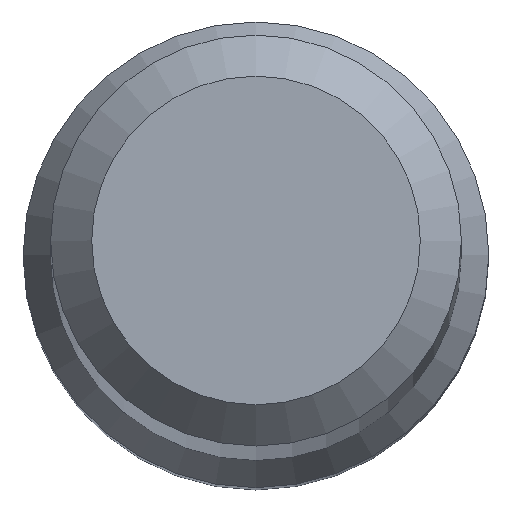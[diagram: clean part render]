
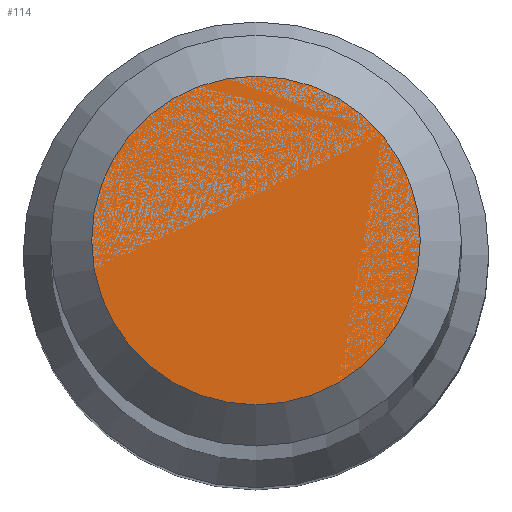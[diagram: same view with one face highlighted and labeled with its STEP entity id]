
A CAD part, top view. The second image highlights one B-rep face of the part: STEP entity #114.
In plain terms, the highlighted planar face has unit normal (0, 0, 1).
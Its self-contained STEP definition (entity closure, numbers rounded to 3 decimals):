
#14 = VERTEX_POINT ( 'NONE', #162 ) ;
#90 = EDGE_CURVE ( 'NONE', #14, #14, #277, .T. ) ;
#94 = EDGE_LOOP ( 'NONE', ( #252 ) ) ;
#102 = AXIS2_PLACEMENT_3D ( 'NONE', #133, #124, #217 ) ;
#114 = ADVANCED_FACE ( 'NONE', ( #254 ), #193, .F. ) ;
#124 = DIRECTION ( 'NONE',  ( 0., 0., -1. ) ) ;
#127 = DIRECTION ( 'NONE',  ( 0., 1., 0. ) ) ;
#133 = CARTESIAN_POINT ( 'NONE',  ( 0., 0., 70. ) ) ;
#136 = AXIS2_PLACEMENT_3D ( 'NONE', #175, #197, #127 ) ;
#162 = CARTESIAN_POINT ( 'NONE',  ( 0., 1.2, 70. ) ) ;
#175 = CARTESIAN_POINT ( 'NONE',  ( 0., 0., 70. ) ) ;
#193 = PLANE ( 'NONE',  #136 ) ;
#197 = DIRECTION ( 'NONE',  ( 0., 0., -1. ) ) ;
#217 = DIRECTION ( 'NONE',  ( 0., 1., 0. ) ) ;
#252 = ORIENTED_EDGE ( 'NONE', *, *, #90, .F. ) ;
#254 = FACE_OUTER_BOUND ( 'NONE', #94, .T. ) ;
#277 = CIRCLE ( 'NONE', #102, 1.2 ) ;
